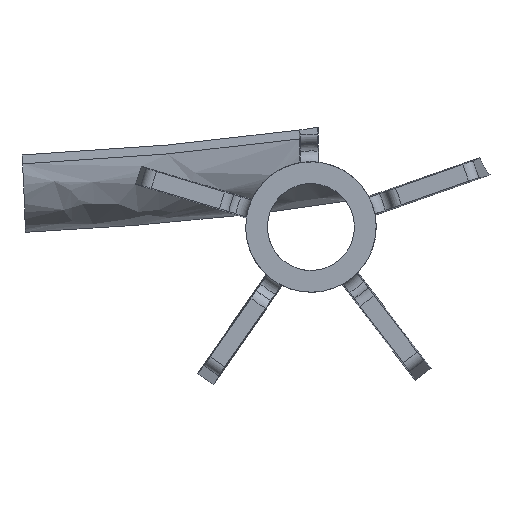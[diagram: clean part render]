
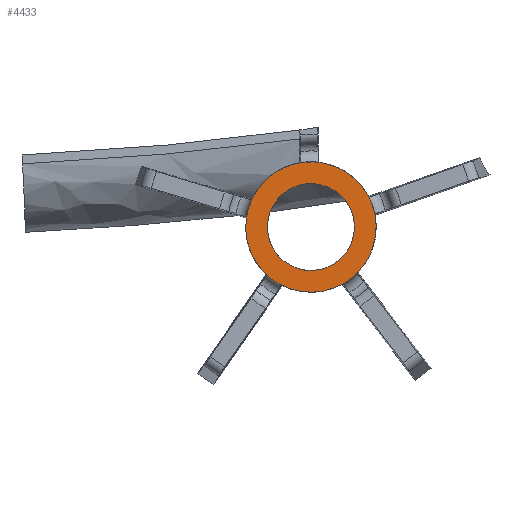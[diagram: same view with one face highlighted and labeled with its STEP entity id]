
A CAD part, front view. The second image highlights one B-rep face of the part: STEP entity #4433.
In plain terms, the highlighted planar face has unit normal (0, -1, 0).
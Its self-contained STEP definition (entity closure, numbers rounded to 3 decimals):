
#4433 = ADVANCED_FACE('',(#4434,#4475),#4449,.T.);
#4434 = FACE_BOUND('',#4435,.T.);
#4435 = EDGE_LOOP('',(#4436,#4460));
#4436 = ORIENTED_EDGE('',*,*,#4437,.T.);
#4437 = EDGE_CURVE('',#4438,#4440,#4442,.T.);
#4438 = VERTEX_POINT('',#4439);
#4439 = CARTESIAN_POINT('',(1417.642,-748.6,1024.574
    ));
#4440 = VERTEX_POINT('',#4441);
#4441 = CARTESIAN_POINT('',(1411.671,-748.6,1024.918)
  );
#4442 = SURFACE_CURVE('',#4443,(#4448),.PCURVE_S1.);
#4443 = CIRCLE('',#4444,3.);
#4444 = AXIS2_PLACEMENT_3D('',#4445,#4446,#4447);
#4445 = CARTESIAN_POINT('',(1414.642,-748.6,1024.506
    ));
#4446 = DIRECTION('',(0.,-1.,0.));
#4447 = DIRECTION('',(1.,0.,0.023));
#4448 = PCURVE('',#4449,#4454);
#4449 = PLANE('',#4450);
#4450 = AXIS2_PLACEMENT_3D('',#4451,#4452,#4453);
#4451 = CARTESIAN_POINT('',(1414.642,-748.6,1024.506
    ));
#4452 = DIRECTION('',(0.,-1.,0.));
#4453 = DIRECTION('',(1.,0.,0.023));
#4454 = DEFINITIONAL_REPRESENTATION('',(#4455),#4459);
#4455 = CIRCLE('',#4456,3.);
#4456 = AXIS2_PLACEMENT_2D('',#4457,#4458);
#4457 = CARTESIAN_POINT('',(0.,0.));
#4458 = DIRECTION('',(1.,0.));
#4459 = ( GEOMETRIC_REPRESENTATION_CONTEXT(2) 
PARAMETRIC_REPRESENTATION_CONTEXT() REPRESENTATION_CONTEXT('2D SPACE',''
  ) );
#4460 = ORIENTED_EDGE('',*,*,#4461,.T.);
#4461 = EDGE_CURVE('',#4440,#4438,#4462,.T.);
#4462 = SURFACE_CURVE('',#4463,(#4468),.PCURVE_S1.);
#4463 = CIRCLE('',#4464,3.);
#4464 = AXIS2_PLACEMENT_3D('',#4465,#4466,#4467);
#4465 = CARTESIAN_POINT('',(1414.642,-748.6,1024.506
    ));
#4466 = DIRECTION('',(0.,-1.,0.));
#4467 = DIRECTION('',(1.,0.,0.023));
#4468 = PCURVE('',#4449,#4469);
#4469 = DEFINITIONAL_REPRESENTATION('',(#4470),#4474);
#4470 = CIRCLE('',#4471,3.);
#4471 = AXIS2_PLACEMENT_2D('',#4472,#4473);
#4472 = CARTESIAN_POINT('',(0.,0.));
#4473 = DIRECTION('',(1.,0.));
#4474 = ( GEOMETRIC_REPRESENTATION_CONTEXT(2) 
PARAMETRIC_REPRESENTATION_CONTEXT() REPRESENTATION_CONTEXT('2D SPACE',''
  ) );
#4475 = FACE_BOUND('',#4476,.T.);
#4476 = EDGE_LOOP('',(#4477,#4496));
#4477 = ORIENTED_EDGE('',*,*,#4478,.F.);
#4478 = EDGE_CURVE('',#4479,#4481,#4483,.T.);
#4479 = VERTEX_POINT('',#4480);
#4480 = CARTESIAN_POINT('',(1416.642,-748.6,1024.551
    ));
#4481 = VERTEX_POINT('',#4482);
#4482 = CARTESIAN_POINT('',(1412.738,-748.6,1025.117)
  );
#4483 = SURFACE_CURVE('',#4484,(#4489),.PCURVE_S1.);
#4484 = CIRCLE('',#4485,2.);
#4485 = AXIS2_PLACEMENT_3D('',#4486,#4487,#4488);
#4486 = CARTESIAN_POINT('',(1414.642,-748.6,1024.506
    ));
#4487 = DIRECTION('',(0.,-1.,0.));
#4488 = DIRECTION('',(1.,0.,0.023));
#4489 = PCURVE('',#4449,#4490);
#4490 = DEFINITIONAL_REPRESENTATION('',(#4491),#4495);
#4491 = CIRCLE('',#4492,2.);
#4492 = AXIS2_PLACEMENT_2D('',#4493,#4494);
#4493 = CARTESIAN_POINT('',(0.,0.));
#4494 = DIRECTION('',(1.,0.));
#4495 = ( GEOMETRIC_REPRESENTATION_CONTEXT(2) 
PARAMETRIC_REPRESENTATION_CONTEXT() REPRESENTATION_CONTEXT('2D SPACE',''
  ) );
#4496 = ORIENTED_EDGE('',*,*,#4497,.F.);
#4497 = EDGE_CURVE('',#4481,#4479,#4498,.T.);
#4498 = SURFACE_CURVE('',#4499,(#4504),.PCURVE_S1.);
#4499 = CIRCLE('',#4500,2.);
#4500 = AXIS2_PLACEMENT_3D('',#4501,#4502,#4503);
#4501 = CARTESIAN_POINT('',(1414.642,-748.6,1024.506
    ));
#4502 = DIRECTION('',(0.,-1.,0.));
#4503 = DIRECTION('',(1.,0.,0.023));
#4504 = PCURVE('',#4449,#4505);
#4505 = DEFINITIONAL_REPRESENTATION('',(#4506),#4510);
#4506 = CIRCLE('',#4507,2.);
#4507 = AXIS2_PLACEMENT_2D('',#4508,#4509);
#4508 = CARTESIAN_POINT('',(0.,0.));
#4509 = DIRECTION('',(1.,0.));
#4510 = ( GEOMETRIC_REPRESENTATION_CONTEXT(2) 
PARAMETRIC_REPRESENTATION_CONTEXT() REPRESENTATION_CONTEXT('2D SPACE',''
  ) );
